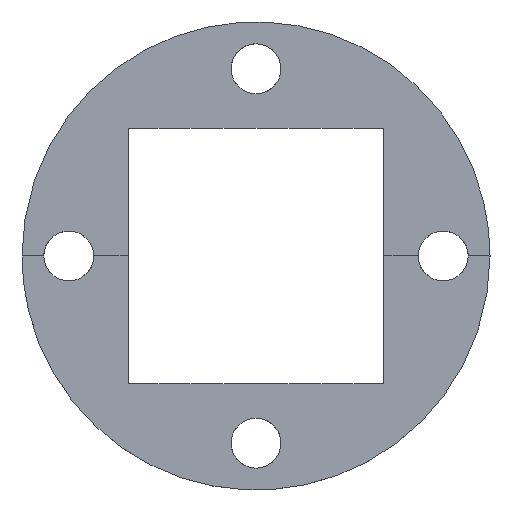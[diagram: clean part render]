
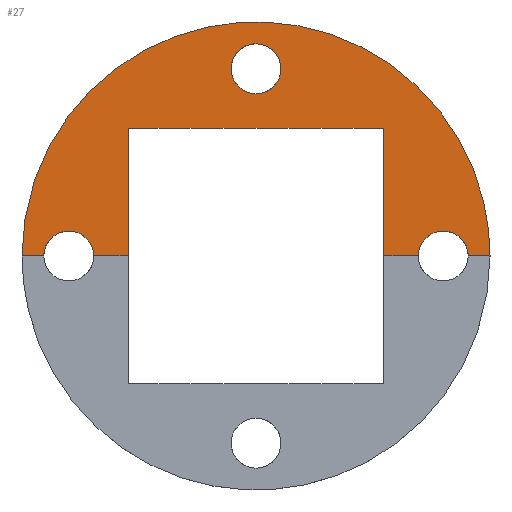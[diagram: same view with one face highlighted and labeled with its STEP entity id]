
A CAD part, top view. The second image highlights one B-rep face of the part: STEP entity #27.
In plain terms, the highlighted free-form (B-spline) face has degree [2, 1] with [5, 2] control points.
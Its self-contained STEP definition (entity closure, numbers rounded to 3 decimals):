
#27=ADVANCED_FACE('',(#49,#36),#337,.T.);
#36=FACE_BOUND('',#71,.T.);
#49=FACE_OUTER_BOUND('',#70,.T.);
#70=EDGE_LOOP('',(#153,#154,#155,#156,#157,#158,#159,#160,#161,#162));
#71=EDGE_LOOP('',(#163,#164));
#153=ORIENTED_EDGE('',*,*,#228,.T.);
#154=ORIENTED_EDGE('',*,*,#194,.T.);
#155=ORIENTED_EDGE('',*,*,#196,.T.);
#156=ORIENTED_EDGE('',*,*,#199,.T.);
#157=ORIENTED_EDGE('',*,*,#218,.T.);
#158=ORIENTED_EDGE('',*,*,#205,.T.);
#159=ORIENTED_EDGE('',*,*,#227,.F.);
#160=ORIENTED_EDGE('',*,*,#226,.F.);
#161=ORIENTED_EDGE('',*,*,#229,.F.);
#162=ORIENTED_EDGE('',*,*,#225,.F.);
#163=ORIENTED_EDGE('',*,*,#211,.T.);
#164=ORIENTED_EDGE('',*,*,#236,.T.);
#194=EDGE_CURVE('',#300,#301,#266,.T.);
#196=EDGE_CURVE('',#301,#302,#268,.T.);
#199=EDGE_CURVE('',#302,#307,#271,.T.);
#205=EDGE_CURVE('',#308,#294,#277,.T.);
#211=EDGE_CURVE('',#312,#324,#244,.T.);
#218=EDGE_CURVE('',#307,#308,#249,.T.);
#225=EDGE_CURVE('',#318,#319,#285,.T.);
#226=EDGE_CURVE('',#314,#320,#286,.T.);
#227=EDGE_CURVE('',#320,#294,#253,.T.);
#228=EDGE_CURVE('',#318,#300,#287,.T.);
#229=EDGE_CURVE('',#319,#314,#254,.T.);
#236=EDGE_CURVE('',#324,#312,#258,.T.);
#244=(
BOUNDED_CURVE()
B_SPLINE_CURVE(2,(#620,#621,#622,#623,#624),.UNSPECIFIED.,.F.,.F.)
B_SPLINE_CURVE_WITH_KNOTS((3,2,3),(-25.133,-18.85,
-12.566),.UNSPECIFIED.)
CURVE()
GEOMETRIC_REPRESENTATION_ITEM()
RATIONAL_B_SPLINE_CURVE((1.,0.707,1.,0.707,1.))
REPRESENTATION_ITEM('')
);
#249=(
BOUNDED_CURVE()
B_SPLINE_CURVE(2,(#649,#650,#651,#652,#653),.UNSPECIFIED.,.F.,.F.)
B_SPLINE_CURVE_WITH_KNOTS((3,2,3),(-12.566,-6.283,0.),
 .UNSPECIFIED.)
CURVE()
GEOMETRIC_REPRESENTATION_ITEM()
RATIONAL_B_SPLINE_CURVE((1.,0.707,1.,0.707,1.))
REPRESENTATION_ITEM('')
);
#253=(
BOUNDED_CURVE()
B_SPLINE_CURVE(2,(#679,#680,#681,#682,#683),.UNSPECIFIED.,.F.,.F.)
B_SPLINE_CURVE_WITH_KNOTS((3,2,3),(117.81,176.715,235.619),
 .UNSPECIFIED.)
CURVE()
GEOMETRIC_REPRESENTATION_ITEM()
RATIONAL_B_SPLINE_CURVE((1.,0.707,1.,0.707,1.))
REPRESENTATION_ITEM('')
);
#254=(
BOUNDED_CURVE()
B_SPLINE_CURVE(2,(#686,#687,#688,#689,#690),.UNSPECIFIED.,.F.,.F.)
B_SPLINE_CURVE_WITH_KNOTS((3,2,3),(-12.566,-6.283,0.),
 .UNSPECIFIED.)
CURVE()
GEOMETRIC_REPRESENTATION_ITEM()
RATIONAL_B_SPLINE_CURVE((1.,0.707,1.,0.707,1.))
REPRESENTATION_ITEM('')
);
#258=(
BOUNDED_CURVE()
B_SPLINE_CURVE(2,(#712,#713,#714,#715,#716),.UNSPECIFIED.,.F.,.F.)
B_SPLINE_CURVE_WITH_KNOTS((3,2,3),(-12.566,-6.283,0.),
 .UNSPECIFIED.)
CURVE()
GEOMETRIC_REPRESENTATION_ITEM()
RATIONAL_B_SPLINE_CURVE((1.,0.707,1.,0.707,1.))
REPRESENTATION_ITEM('')
);
#266=B_SPLINE_CURVE_WITH_KNOTS('',1,(#577,#578),.UNSPECIFIED.,.F.,.F.,(2,
2),(0.,41.),.UNSPECIFIED.);
#268=B_SPLINE_CURVE_WITH_KNOTS('',1,(#581,#582),.UNSPECIFIED.,.F.,.F.,(2,
2),(0.,20.5),.UNSPECIFIED.);
#271=B_SPLINE_CURVE_WITH_KNOTS('',1,(#587,#588),.UNSPECIFIED.,.F.,.F.,(2,
2),(61.,66.5),.UNSPECIFIED.);
#277=B_SPLINE_CURVE_WITH_KNOTS('',1,(#599,#600),.UNSPECIFIED.,.F.,.F.,(2,
2),(74.5,78.),.UNSPECIFIED.);
#285=B_SPLINE_CURVE_WITH_KNOTS('',1,(#675,#676),.UNSPECIFIED.,.F.,.F.,(2,
2),(61.,66.5),.UNSPECIFIED.);
#286=B_SPLINE_CURVE_WITH_KNOTS('',1,(#677,#678),.UNSPECIFIED.,.F.,.F.,(2,
2),(74.5,78.),.UNSPECIFIED.);
#287=B_SPLINE_CURVE_WITH_KNOTS('',1,(#684,#685),.UNSPECIFIED.,.F.,.F.,(2,
2),(20.5,41.),.UNSPECIFIED.);
#294=VERTEX_POINT('',#522);
#300=VERTEX_POINT('',#528);
#301=VERTEX_POINT('',#529);
#302=VERTEX_POINT('',#530);
#307=VERTEX_POINT('',#535);
#308=VERTEX_POINT('',#536);
#312=VERTEX_POINT('',#540);
#314=VERTEX_POINT('',#542);
#318=VERTEX_POINT('',#546);
#319=VERTEX_POINT('',#547);
#320=VERTEX_POINT('',#548);
#324=VERTEX_POINT('',#552);
#337=(
BOUNDED_SURFACE()
B_SPLINE_SURFACE(2,1,((#461,#462),(#463,#464),(#465,#466),(#467,#468),(#469,
#470)),.UNSPECIFIED.,.F.,.F.,.F.)
B_SPLINE_SURFACE_WITH_KNOTS((3,2,3),(2,2),(117.81,176.715,
235.619),(40.5,78.),.UNSPECIFIED.)
GEOMETRIC_REPRESENTATION_ITEM()
RATIONAL_B_SPLINE_SURFACE(((1.,1.),(0.707,0.707),
(1.,1.),(0.707,0.707),(1.,1.)))
REPRESENTATION_ITEM('')
SURFACE()
);
#461=CARTESIAN_POINT('',(0.003,0.,277.15));
#462=CARTESIAN_POINT('',(-37.497,0.,277.15));
#463=CARTESIAN_POINT('',(0.003,0.,277.15));
#464=CARTESIAN_POINT('',(-37.497,37.5,277.15));
#465=CARTESIAN_POINT('',(0.003,0.,277.15));
#466=CARTESIAN_POINT('',(0.003,37.5,277.15));
#467=CARTESIAN_POINT('',(0.003,0.,277.15));
#468=CARTESIAN_POINT('',(37.503,37.5,277.15));
#469=CARTESIAN_POINT('',(0.003,0.,277.15));
#470=CARTESIAN_POINT('',(37.503,0.,277.15));
#522=CARTESIAN_POINT('',(37.503,0.,277.15));
#528=CARTESIAN_POINT('',(-20.497,20.5,277.15));
#529=CARTESIAN_POINT('',(20.503,20.5,277.15));
#530=CARTESIAN_POINT('',(20.503,0.,277.15));
#535=CARTESIAN_POINT('',(26.003,0.,277.15));
#536=CARTESIAN_POINT('',(34.003,0.,277.15));
#540=CARTESIAN_POINT('',(0.003,34.,277.15));
#542=CARTESIAN_POINT('',(-33.997,0.,277.15));
#546=CARTESIAN_POINT('',(-20.497,0.,277.15));
#547=CARTESIAN_POINT('',(-25.997,0.,277.15));
#548=CARTESIAN_POINT('',(-37.497,0.,277.15));
#552=CARTESIAN_POINT('',(0.003,26.,277.15));
#577=CARTESIAN_POINT('',(-20.497,20.5,277.15));
#578=CARTESIAN_POINT('',(20.503,20.5,277.15));
#581=CARTESIAN_POINT('',(20.503,20.5,277.15));
#582=CARTESIAN_POINT('',(20.503,0.,277.15));
#587=CARTESIAN_POINT('',(20.503,0.,277.15));
#588=CARTESIAN_POINT('',(26.003,0.,277.15));
#599=CARTESIAN_POINT('',(34.003,0.,277.15));
#600=CARTESIAN_POINT('',(37.503,0.,277.15));
#620=CARTESIAN_POINT('',(0.003,34.,277.15));
#621=CARTESIAN_POINT('',(4.003,34.,277.15));
#622=CARTESIAN_POINT('',(4.003,30.,277.15));
#623=CARTESIAN_POINT('',(4.003,26.,277.15));
#624=CARTESIAN_POINT('',(0.003,26.,277.15));
#649=CARTESIAN_POINT('',(26.003,0.,277.15));
#650=CARTESIAN_POINT('',(26.003,4.,277.15));
#651=CARTESIAN_POINT('',(30.003,4.,277.15));
#652=CARTESIAN_POINT('',(34.003,4.,277.15));
#653=CARTESIAN_POINT('',(34.003,0.,277.15));
#675=CARTESIAN_POINT('',(-20.497,0.,277.15));
#676=CARTESIAN_POINT('',(-25.997,0.,277.15));
#677=CARTESIAN_POINT('',(-33.997,0.,277.15));
#678=CARTESIAN_POINT('',(-37.497,0.,277.15));
#679=CARTESIAN_POINT('',(-37.497,0.,277.15));
#680=CARTESIAN_POINT('',(-37.497,37.5,277.15));
#681=CARTESIAN_POINT('',(0.003,37.5,277.15));
#682=CARTESIAN_POINT('',(37.503,37.5,277.15));
#683=CARTESIAN_POINT('',(37.503,0.,277.15));
#684=CARTESIAN_POINT('',(-20.497,0.,277.15));
#685=CARTESIAN_POINT('',(-20.497,20.5,277.15));
#686=CARTESIAN_POINT('',(-25.997,0.,277.15));
#687=CARTESIAN_POINT('',(-25.997,4.,277.15));
#688=CARTESIAN_POINT('',(-29.997,4.,277.15));
#689=CARTESIAN_POINT('',(-33.997,4.,277.15));
#690=CARTESIAN_POINT('',(-33.997,0.,277.15));
#712=CARTESIAN_POINT('',(0.003,26.,277.15));
#713=CARTESIAN_POINT('',(-3.997,26.,277.15));
#714=CARTESIAN_POINT('',(-3.997,30.,277.15));
#715=CARTESIAN_POINT('',(-3.997,34.,277.15));
#716=CARTESIAN_POINT('',(0.003,34.,277.15));
